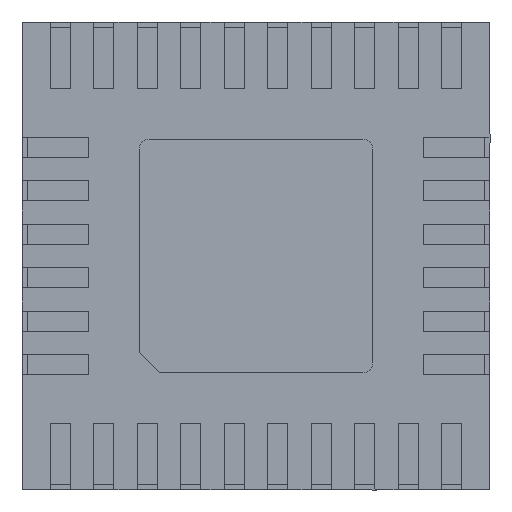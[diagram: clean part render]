
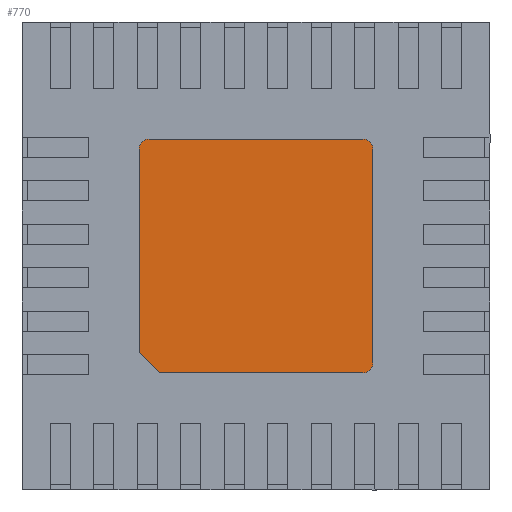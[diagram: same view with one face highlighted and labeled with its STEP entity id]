
A CAD part, front view. The second image highlights one B-rep face of the part: STEP entity #770.
In plain terms, the highlighted planar face has unit normal (0, -1, 0).
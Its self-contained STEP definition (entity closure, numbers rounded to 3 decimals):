
#102 = LINE ( 'NONE', #8335, #6416 ) ;
#147 = CARTESIAN_POINT ( 'NONE',  ( -1.75, 0., -1.45 ) ) ;
#265 = VERTEX_POINT ( 'NONE', #10019 ) ;
#468 = DIRECTION ( 'NONE',  ( 0., 1., 0. ) ) ;
#696 = CARTESIAN_POINT ( 'NONE',  ( -1.75, 0., 1.6 ) ) ;
#770 = ADVANCED_FACE ( 'NONE', ( #7672 ), #7657, .F. ) ;
#993 = DIRECTION ( 'NONE',  ( 0., -1., 0. ) ) ;
#1010 = ORIENTED_EDGE ( 'NONE', *, *, #6258, .T. ) ;
#1355 = EDGE_CURVE ( 'NONE', #265, #2541, #8290, .T. ) ;
#1565 = DIRECTION ( 'NONE',  ( 0., 0., -1. ) ) ;
#1660 = CARTESIAN_POINT ( 'NONE',  ( 1.6, 0., 1.75 ) ) ;
#1948 = DIRECTION ( 'NONE',  ( 0., 0., 1. ) ) ;
#1979 = EDGE_LOOP ( 'NONE', ( #8324, #9988, #1010, #7267, #8521, #2929, #7215, #6576 ) ) ;
#2107 = DIRECTION ( 'NONE',  ( 0., -1., 0. ) ) ;
#2166 = CIRCLE ( 'NONE', #5560, 0.15 ) ;
#2291 = VERTEX_POINT ( 'NONE', #147 ) ;
#2294 = EDGE_CURVE ( 'NONE', #3624, #3537, #3394, .T. ) ;
#2541 = VERTEX_POINT ( 'NONE', #2746 ) ;
#2592 = CARTESIAN_POINT ( 'NONE',  ( 1.75, 0., -1.6 ) ) ;
#2746 = CARTESIAN_POINT ( 'NONE',  ( 1.6, 0., -1.75 ) ) ;
#2840 = LINE ( 'NONE', #5312, #9405 ) ;
#2929 = ORIENTED_EDGE ( 'NONE', *, *, #8101, .T. ) ;
#3019 = AXIS2_PLACEMENT_3D ( 'NONE', #5269, #2107, #6170 ) ;
#3368 = LINE ( 'NONE', #696, #7635 ) ;
#3394 = CIRCLE ( 'NONE', #4409, 0.15 ) ;
#3407 = CARTESIAN_POINT ( 'NONE',  ( -1.6, 0., 1.6 ) ) ;
#3537 = VERTEX_POINT ( 'NONE', #8532 ) ;
#3624 = VERTEX_POINT ( 'NONE', #10447 ) ;
#3652 = DIRECTION ( 'NONE',  ( 0., 0., 1. ) ) ;
#3824 = VERTEX_POINT ( 'NONE', #2592 ) ;
#4101 = DIRECTION ( 'NONE',  ( 0., 0., 1. ) ) ;
#4129 = EDGE_CURVE ( 'NONE', #5931, #3624, #6846, .T. ) ;
#4409 = AXIS2_PLACEMENT_3D ( 'NONE', #3407, #993, #6634 ) ;
#4816 = CARTESIAN_POINT ( 'NONE',  ( 1.6, 0., -1.75 ) ) ;
#5193 = CARTESIAN_POINT ( 'NONE',  ( 1.6, 0., 1.75 ) ) ;
#5269 = CARTESIAN_POINT ( 'NONE',  ( 1.6, 0., -1.6 ) ) ;
#5312 = CARTESIAN_POINT ( 'NONE',  ( 1.75, 0., 1.6 ) ) ;
#5560 = AXIS2_PLACEMENT_3D ( 'NONE', #8284, #5729, #4101 ) ;
#5729 = DIRECTION ( 'NONE',  ( 0., -1., 0. ) ) ;
#5931 = VERTEX_POINT ( 'NONE', #5193 ) ;
#5984 = VERTEX_POINT ( 'NONE', #7034 ) ;
#6170 = DIRECTION ( 'NONE',  ( 0., 0., 1. ) ) ;
#6258 = EDGE_CURVE ( 'NONE', #5984, #5931, #2166, .T. ) ;
#6373 = AXIS2_PLACEMENT_3D ( 'NONE', #6775, #468, #1948 ) ;
#6416 = VECTOR ( 'NONE', #9136, 1000. ) ;
#6506 = DIRECTION ( 'NONE',  ( -1., 0., 0. ) ) ;
#6576 = ORIENTED_EDGE ( 'NONE', *, *, #1355, .T. ) ;
#6634 = DIRECTION ( 'NONE',  ( 0., 0., -1. ) ) ;
#6775 = CARTESIAN_POINT ( 'NONE',  ( 1.6, 0., -1.6 ) ) ;
#6846 = LINE ( 'NONE', #1660, #7478 ) ;
#7034 = CARTESIAN_POINT ( 'NONE',  ( 1.75, 0., 1.6 ) ) ;
#7059 = EDGE_CURVE ( 'NONE', #2291, #265, #102, .T. ) ;
#7215 = ORIENTED_EDGE ( 'NONE', *, *, #7059, .T. ) ;
#7238 = EDGE_CURVE ( 'NONE', #2541, #3824, #8659, .T. ) ;
#7267 = ORIENTED_EDGE ( 'NONE', *, *, #4129, .T. ) ;
#7478 = VECTOR ( 'NONE', #6506, 1000. ) ;
#7635 = VECTOR ( 'NONE', #1565, 1000. ) ;
#7657 = PLANE ( 'NONE',  #6373 ) ;
#7672 = FACE_OUTER_BOUND ( 'NONE', #1979, .T. ) ;
#8101 = EDGE_CURVE ( 'NONE', #3537, #2291, #3368, .T. ) ;
#8284 = CARTESIAN_POINT ( 'NONE',  ( 1.6, 0., 1.6 ) ) ;
#8290 = LINE ( 'NONE', #4816, #9683 ) ;
#8324 = ORIENTED_EDGE ( 'NONE', *, *, #7238, .T. ) ;
#8335 = CARTESIAN_POINT ( 'NONE',  ( -1.45, 0., -1.75 ) ) ;
#8521 = ORIENTED_EDGE ( 'NONE', *, *, #2294, .T. ) ;
#8532 = CARTESIAN_POINT ( 'NONE',  ( -1.75, 0., 1.6 ) ) ;
#8659 = CIRCLE ( 'NONE', #3019, 0.15 ) ;
#8745 = DIRECTION ( 'NONE',  ( 1., 0., 0. ) ) ;
#9136 = DIRECTION ( 'NONE',  ( 0.707, 0., -0.707 ) ) ;
#9405 = VECTOR ( 'NONE', #3652, 1000. ) ;
#9683 = VECTOR ( 'NONE', #8745, 1000. ) ;
#9988 = ORIENTED_EDGE ( 'NONE', *, *, #10131, .T. ) ;
#10019 = CARTESIAN_POINT ( 'NONE',  ( -1.45, 0., -1.75 ) ) ;
#10131 = EDGE_CURVE ( 'NONE', #3824, #5984, #2840, .T. ) ;
#10447 = CARTESIAN_POINT ( 'NONE',  ( -1.6, 0., 1.75 ) ) ;
